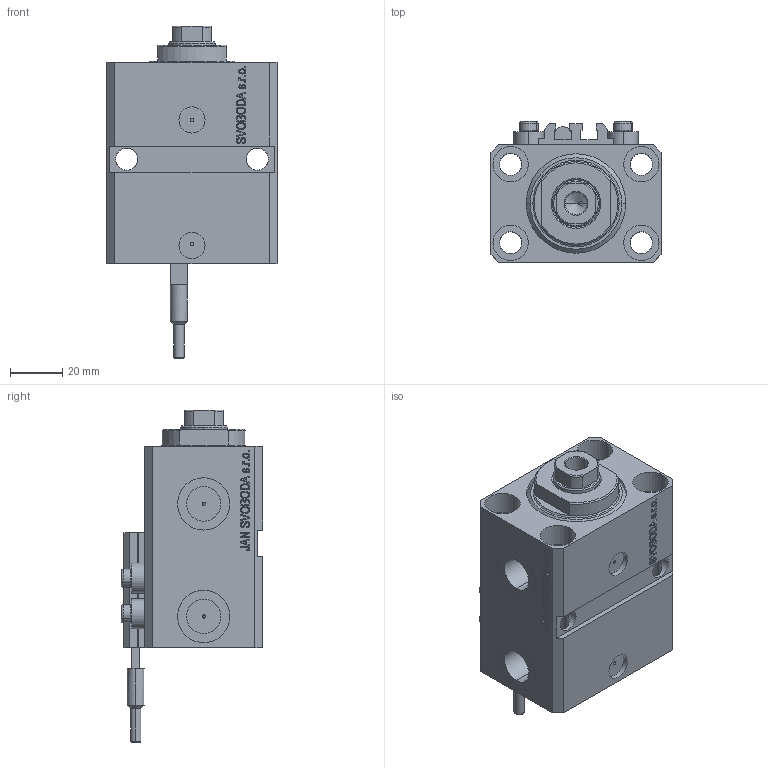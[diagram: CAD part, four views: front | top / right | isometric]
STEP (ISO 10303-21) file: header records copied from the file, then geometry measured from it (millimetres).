
FILE_DESCRIPTION (( 'STEP AP203' ), '1' );
FILE_NAME ('74a3.STEP', '2021-04-19T10:05:12', ( '' ), ( '' ), 'SwSTEP 2.0', 'SolidWorks 2019', '' );
FILE_SCHEMA (( 'CONFIG_CONTROL_DESIGN' ));
Length unit declared in the file: millimetre
Products named in the file (6): SWITCH_V250CE dc6060d217a78d54584d1a6f43341551; 74a3; ALLEN BOLT V250CE dc6060d217a78d54584d1a6f43341551; V250CE_C_VCP dc6060d217a78d54584d1a6f43341551; V250CE_E dc6060d217a78d54584d1a6f43341551; V250CE_VC_E dc6060d217a78d54584d1a6f43341551
Assembly tree (8 placements, depth 2):
  74a3
    V250CE_E dc6060d217a78d54584d1a6f43341551
    ALLEN BOLT V250CE dc6060d217a78d54584d1a6f43341551  x4
    V250CE_C_VCP dc6060d217a78d54584d1a6f43341551
    V250CE_VC_E dc6060d217a78d54584d1a6f43341551
    SWITCH_V250CE dc6060d217a78d54584d1a6f43341551
Bounding box: 65 x 54 x 126.9 mm (x, y, z)
Volume: 197943.4 mm3; surface area: 63777.1 mm2
Topology: 9 solids, 9 shells, 1109 faces, 2765 edges, 1790 vertices
Faces by surface type: plane 531, bspline 360, cylinder 144, cone 58, torus 16
Entity records: 48500 total; most frequent: CARTESIAN_POINT 25269, ORIENTED_EDGE 5220, DIRECTION 3470, EDGE_CURVE 2610, VERTEX_POINT 1706, LINE 1564, VECTOR 1564, EDGE_LOOP 1174
